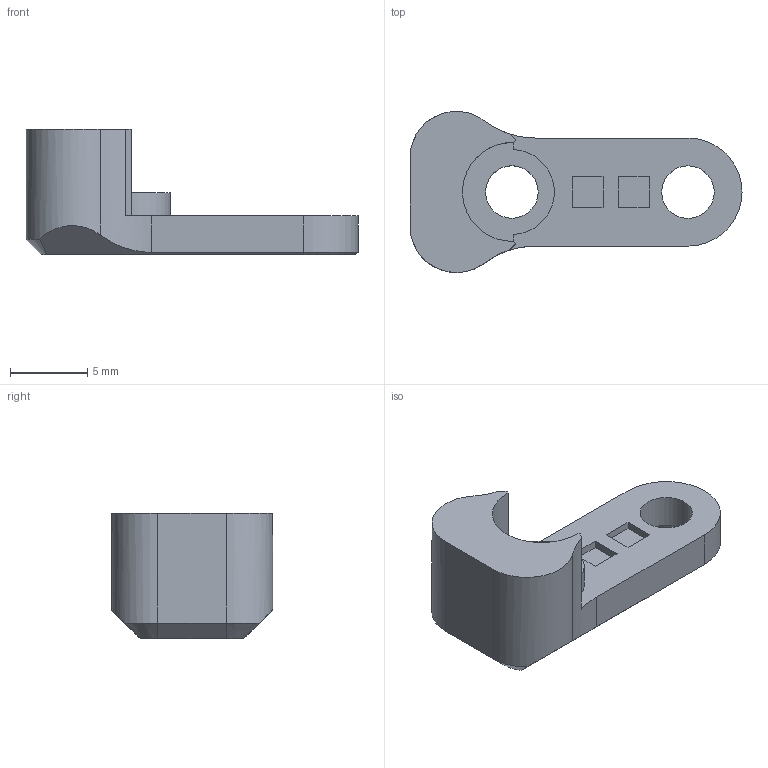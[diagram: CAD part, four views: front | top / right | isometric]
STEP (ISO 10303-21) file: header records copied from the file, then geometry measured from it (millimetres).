
FILE_DESCRIPTION(/* description */ (''),/* implementation_level */ '2;1');
FILE_NAME(/* name */ 'idler-swivel.stp',/* time_stamp */ '2023-12-19T12:47:07+01:00',/* author */ ('Dominik Tebich'),/* organization */ (''),/* preprocessor_version */ 'ST-DEVELOPER v19.2',/* originating_system */ 'Autodesk Inventor 2023',/* authorisation */ '');
FILE_SCHEMA (('AUTOMOTIVE_DESIGN { 1 0 10303 214 3 1 1 }'));
Length unit declared in the file: millimetre
Products named in the file (1): swivel_R2
Bounding box: 21.5 x 10.43 x 8.1 mm (x, y, z)
Volume: 609.2 mm3; surface area: 661.7 mm2
Topology: 1 solids, 1 shells, 40 faces, 100 edges, 64 vertices
Faces by surface type: plane 26, cylinder 9, cone 5
Full cylindrical faces by diameter (mm): 3.4 x2
Entity records: 1245 total; most frequent: CARTESIAN_POINT 209, DIRECTION 207, ORIENTED_EDGE 200, EDGE_CURVE 100, LINE 71, VECTOR 71, AXIS2_PLACEMENT_3D 68, VERTEX_POINT 64
